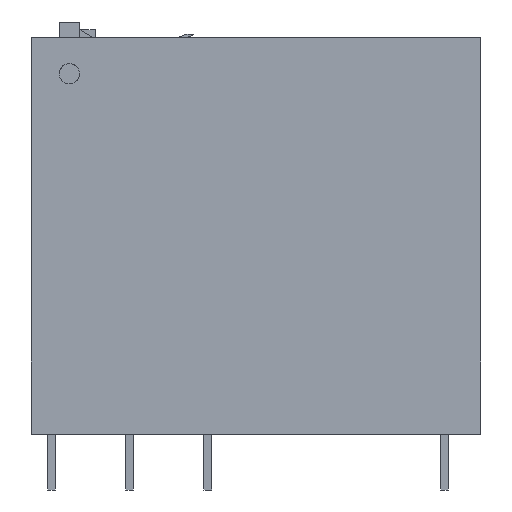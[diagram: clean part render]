
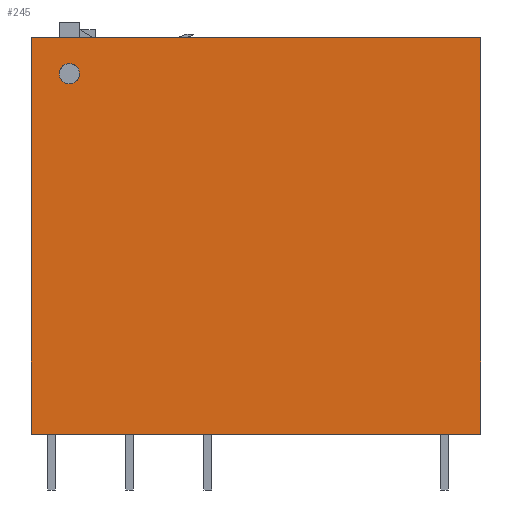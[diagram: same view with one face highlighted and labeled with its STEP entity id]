
A CAD part, left-side view. The second image highlights one B-rep face of the part: STEP entity #245.
In plain terms, the highlighted planar face has unit normal (-1, 0, 0).
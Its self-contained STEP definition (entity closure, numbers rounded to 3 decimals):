
#214=AXIS2_PLACEMENT_3D('Plane Axis2P3D',#211,#212,#213) ;
#229=AXIS2_PLACEMENT_3D('Circle Axis2P3D',#227,#228,$) ;
#238=AXIS2_PLACEMENT_3D('Circle Axis2P3D',#236,#237,$) ;
#42=CARTESIAN_POINT('Vertex',(0.,29.,3.6)) ;
#56=CARTESIAN_POINT('Vertex',(0.,0.,3.6)) ;
#59=CARTESIAN_POINT('Line Origine',(0.,14.5,3.6)) ;
#84=CARTESIAN_POINT('Line Origine',(0.,29.,16.4)) ;
#88=CARTESIAN_POINT('Vertex',(0.,29.,29.2)) ;
#163=CARTESIAN_POINT('Vertex',(0.,0.,29.2)) ;
#168=CARTESIAN_POINT('Line Origine',(0.,0.,16.4)) ;
#211=CARTESIAN_POINT('Axis2P3D Location',(0.,29.,3.6)) ;
#216=CARTESIAN_POINT('Line Origine',(0.,14.5,29.2)) ;
#227=CARTESIAN_POINT('Axis2P3D Location',(0.,26.53,26.85)) ;
#231=CARTESIAN_POINT('Vertex',(0.,27.18,26.85)) ;
#233=CARTESIAN_POINT('Vertex',(0.,25.88,26.85)) ;
#236=CARTESIAN_POINT('Axis2P3D Location',(0.,26.53,26.85)) ;
#60=DIRECTION('Vector Direction',(0.,-1.,0.)) ;
#85=DIRECTION('Vector Direction',(0.,0.,1.)) ;
#169=DIRECTION('Vector Direction',(0.,0.,1.)) ;
#212=DIRECTION('Axis2P3D Direction',(1.,0.,0.)) ;
#213=DIRECTION('Axis2P3D XDirection',(0.,0.,1.)) ;
#217=DIRECTION('Vector Direction',(0.,-1.,0.)) ;
#228=DIRECTION('Axis2P3D Direction',(1.,0.,0.)) ;
#237=DIRECTION('Axis2P3D Direction',(1.,0.,0.)) ;
#61=VECTOR('Line Direction',#60,1.) ;
#86=VECTOR('Line Direction',#85,1.) ;
#170=VECTOR('Line Direction',#169,1.) ;
#218=VECTOR('Line Direction',#217,1.) ;
#222=ORIENTED_EDGE('',*,*,#172,.T.) ;
#223=ORIENTED_EDGE('',*,*,#220,.F.) ;
#224=ORIENTED_EDGE('',*,*,#90,.F.) ;
#225=ORIENTED_EDGE('',*,*,#63,.T.) ;
#242=ORIENTED_EDGE('',*,*,#235,.F.) ;
#243=ORIENTED_EDGE('',*,*,#240,.F.) ;
#244=FACE_BOUND('',#241,.T.) ;
#245=ADVANCED_FACE('RELAIS',(#226,#244),#215,.F.) ;
#230=CIRCLE('generated circle',#229,0.65) ;
#239=CIRCLE('generated circle',#238,0.65) ;
#63=EDGE_CURVE('',#43,#57,#62,.T.) ;
#90=EDGE_CURVE('',#43,#89,#87,.T.) ;
#172=EDGE_CURVE('',#57,#164,#171,.T.) ;
#220=EDGE_CURVE('',#89,#164,#219,.T.) ;
#235=EDGE_CURVE('',#232,#234,#230,.F.) ;
#240=EDGE_CURVE('',#234,#232,#239,.F.) ;
#221=EDGE_LOOP('',(#222,#223,#224,#225)) ;
#241=EDGE_LOOP('',(#242,#243)) ;
#226=FACE_OUTER_BOUND('',#221,.T.) ;
#62=LINE('Line',#59,#61) ;
#87=LINE('Line',#84,#86) ;
#171=LINE('Line',#168,#170) ;
#219=LINE('Line',#216,#218) ;
#215=PLANE('',#214) ;
#43=VERTEX_POINT('',#42) ;
#57=VERTEX_POINT('',#56) ;
#89=VERTEX_POINT('',#88) ;
#164=VERTEX_POINT('',#163) ;
#232=VERTEX_POINT('',#231) ;
#234=VERTEX_POINT('',#233) ;
